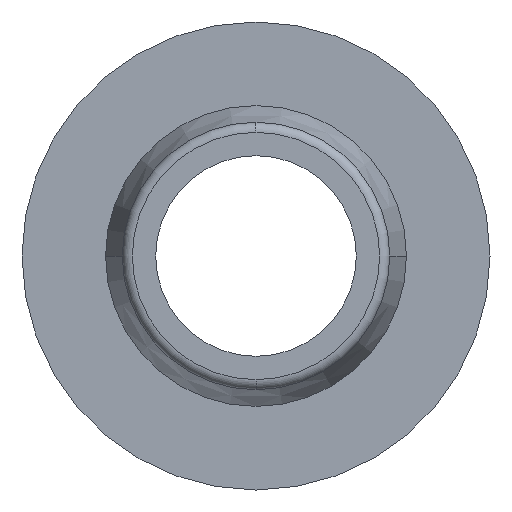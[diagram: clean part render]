
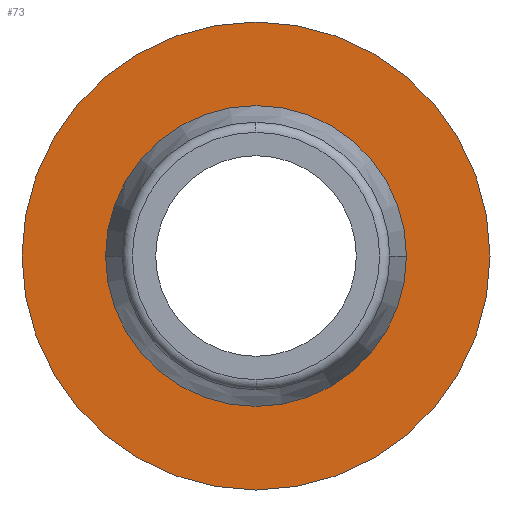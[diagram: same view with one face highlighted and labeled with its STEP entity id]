
A CAD part, front view. The second image highlights one B-rep face of the part: STEP entity #73.
In plain terms, the highlighted planar face has unit normal (0, -1, 0).
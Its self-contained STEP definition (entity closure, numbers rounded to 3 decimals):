
#73=ADVANCED_FACE('',(#179,#180),#181,.T.);
#179=FACE_BOUND('',#320,.T.);
#180=FACE_OUTER_BOUND('',#321,.T.);
#181=PLANE('',#322);
#320=EDGE_LOOP('',(#471,#472));
#321=EDGE_LOOP('',(#473,#474));
#322=AXIS2_PLACEMENT_3D('',#475,#476,#477);
#471=ORIENTED_EDGE('',*,*,#818,.T.);
#472=ORIENTED_EDGE('',*,*,#819,.T.);
#473=ORIENTED_EDGE('',*,*,#820,.T.);
#474=ORIENTED_EDGE('',*,*,#821,.T.);
#475=CARTESIAN_POINT('',(0.0,14.0,0.0));
#476=DIRECTION('',(0.0,-1.0,0.0));
#477=DIRECTION('',(-1.0,0.0,0.0));
#818=EDGE_CURVE('',#966,#967,#968,.T.);
#819=EDGE_CURVE('',#967,#966,#969,.T.);
#820=EDGE_CURVE('',#970,#971,#972,.T.);
#821=EDGE_CURVE('',#971,#970,#973,.T.);
#966=VERTEX_POINT('',#1161);
#967=VERTEX_POINT('',#1162);
#968=CIRCLE('',#1163,4.5);
#969=CIRCLE('',#1164,4.5);
#970=VERTEX_POINT('',#1165);
#971=VERTEX_POINT('',#1166);
#972=CIRCLE('',#1167,7.0);
#973=CIRCLE('',#1168,7.0);
#1161=CARTESIAN_POINT('',(-4.5,14.0,0.));
#1162=CARTESIAN_POINT('',(4.5,14.0,0.));
#1163=AXIS2_PLACEMENT_3D('',#1375,#1376,#1377);
#1164=AXIS2_PLACEMENT_3D('',#1378,#1379,#1380);
#1165=CARTESIAN_POINT('',(7.0,14.0,0.0));
#1166=CARTESIAN_POINT('',(-7.0,14.0,0.));
#1167=AXIS2_PLACEMENT_3D('',#1381,#1382,#1383);
#1168=AXIS2_PLACEMENT_3D('',#1384,#1385,#1386);
#1375=CARTESIAN_POINT('',(0.0,14.0,0.0));
#1376=DIRECTION('',(-0.0,1.0,0.0));
#1377=DIRECTION('',(1.0,0.0,0.0));
#1378=CARTESIAN_POINT('',(0.0,14.0,0.0));
#1379=DIRECTION('',(-0.0,1.0,0.0));
#1380=DIRECTION('',(1.0,0.0,0.0));
#1381=CARTESIAN_POINT('',(0.0,14.0,0.0));
#1382=DIRECTION('',(0.0,-1.0,0.0));
#1383=DIRECTION('',(1.0,0.0,0.0));
#1384=CARTESIAN_POINT('',(0.0,14.0,0.0));
#1385=DIRECTION('',(0.0,-1.0,0.0));
#1386=DIRECTION('',(1.0,0.0,0.0));
